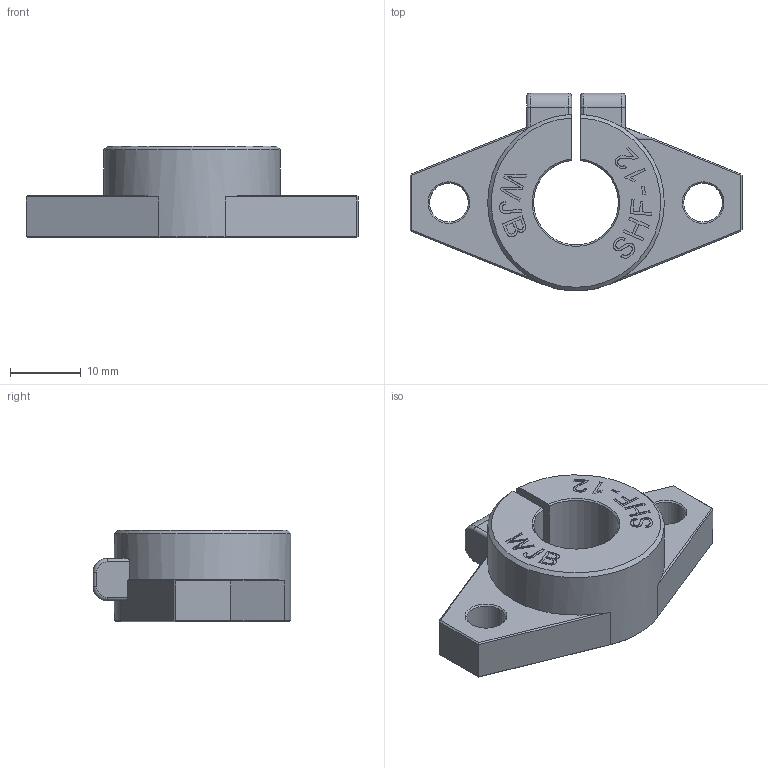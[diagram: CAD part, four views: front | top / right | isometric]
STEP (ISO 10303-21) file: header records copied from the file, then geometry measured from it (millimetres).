
FILE_DESCRIPTION(/* description */ (''),/* implementation_level */ '2;1');
FILE_NAME(/* name */ 'WJB-SHF-12.stp',/* time_stamp */ '2019-01-10T17:47:11+08:00',/* author */ (''),/* organization */ (''),/* preprocessor_version */ 'ST-DEVELOPER v11',/* originating_system */ 'SIEMENS UGS NX 6.0',/* authorisation */ '');
FILE_SCHEMA (('CONFIG_CONTROL_DESIGN'));
Length unit declared in the file: millimetre
Products named in the file (1): WJB-SHF-12
Bounding box: 47 x 28 x 13 mm (x, y, z)
Volume: 6571.9 mm3; surface area: 3576.2 mm2
Topology: 1 solids, 1 shells, 174 faces, 454 edges, 297 vertices
Faces by surface type: plane 102, cylinder 26, extrusion 25, cone 12, torus 9
Full cylindrical faces by diameter (mm): 3.242 x1, 4 x2, 5.5 x2
Entity records: 6303 total; most frequent: CARTESIAN_POINT 2263, ORIENTED_EDGE 844, DIRECTION 709, EDGE_CURVE 422, VERTEX_POINT 273, VECTOR 265, LINE 240, AXIS2_PLACEMENT_3D 222
